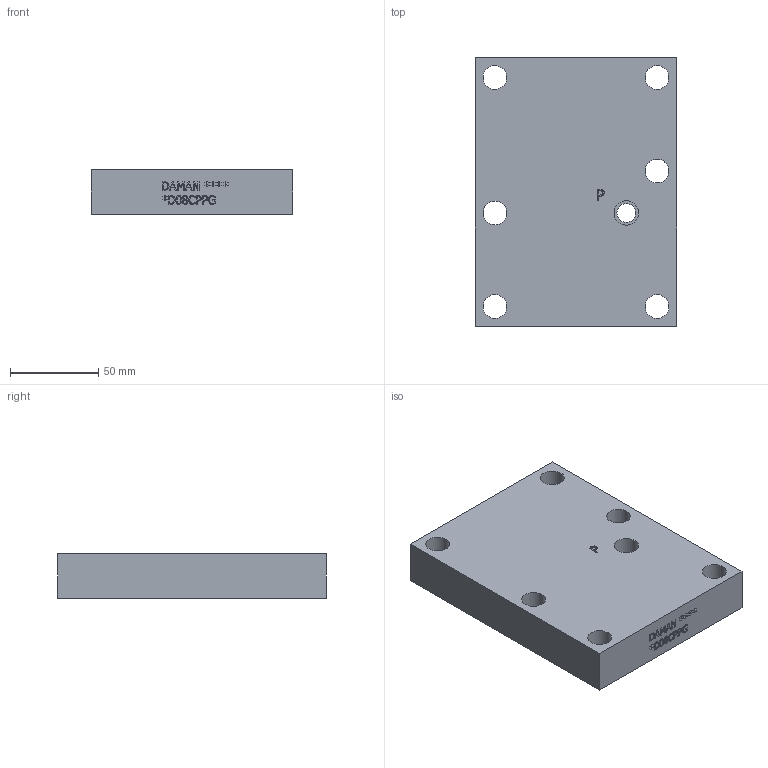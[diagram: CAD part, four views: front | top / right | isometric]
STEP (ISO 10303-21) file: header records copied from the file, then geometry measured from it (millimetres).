
FILE_DESCRIPTION(/* description */ (''),/* implementation_level */ '2;1');
FILE_NAME(/* name */ '_D08CPPG.stp',/* time_stamp */ '2021-12-08T08:40:01-05:00',/* author */ ('jrf'),/* organization */ (''),/* preprocessor_version */ 'ST-DEVELOPER v18',/* originating_system */ 'Autodesk Inventor 2020',/* authorisation */ '');
FILE_SCHEMA (('AUTOMOTIVE_DESIGN { 1 0 10303 214 3 1 1 }'));
Length unit declared in the file: inch
Products named in the file (1): _D08CPPG
Bounding box: 114.3 x 152.4 x 25.4 mm (x, y, z)
Volume: 404779.9 mm3; surface area: 55871.1 mm2
Topology: 1 solids, 1 shells, 344 faces, 944 edges, 637 vertices
Faces by surface type: plane 225, bspline 101, cylinder 16, cone 2
Full cylindrical faces by diameter (mm): 6.35 x2, 10.719 x1, 13.487 x6, 13.868 x1, 25.4 x2, 33.35 x4
Entity records: 11748 total; most frequent: CARTESIAN_POINT 3540, ORIENTED_EDGE 1884, DIRECTION 1285, EDGE_CURVE 942, LINE 683, VECTOR 683, VERTEX_POINT 637, EDGE_LOOP 395
